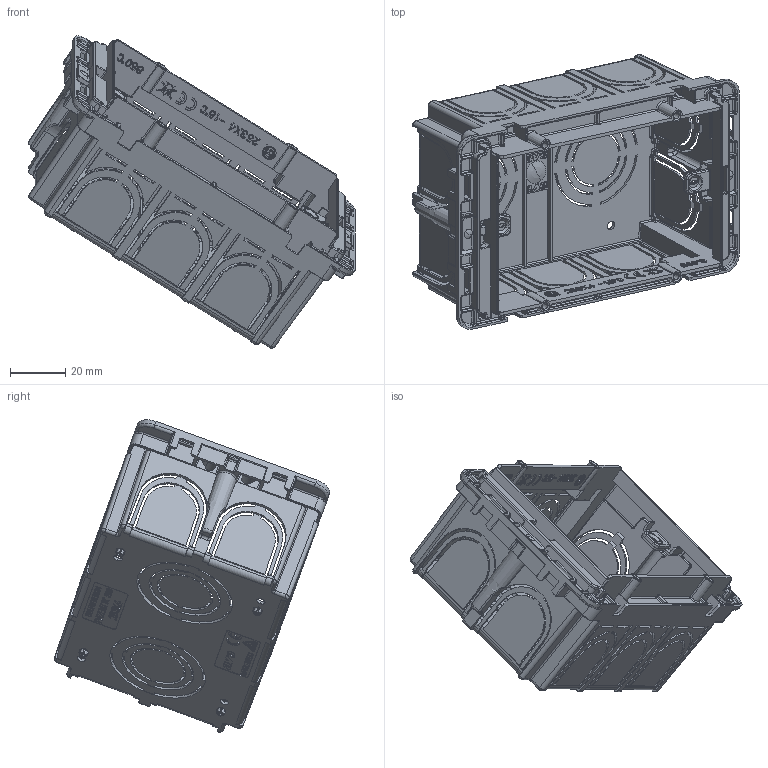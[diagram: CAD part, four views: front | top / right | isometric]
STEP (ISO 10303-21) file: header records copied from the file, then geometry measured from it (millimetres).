
FILE_DESCRIPTION(('CATIA V5 STEP Exchange'),'2;1');
FILE_NAME('253X4.stp','2024-03-04T09:39:52+00:00',('none'),('none'),'CATIA Version 5-6 Release 2016 SP6','CATIA V5 STEP AP203','none');
FILE_SCHEMA(('CONFIG_CONTROL_DESIGN'));
Products named in the file (1): STEP
Assembly tree (5 placements, depth 2):
  STEP
    #57
    #136013  x2
    #139469  x2
Bounding box: 118.38 x 99.73 x 113.21 mm (x, y, z)
Volume: 33007.3 mm3; surface area: 63179 mm2
Topology: 10 solids, 10 shells, 4521 faces, 12441 edges, 7739 vertices
Faces by surface type: plane 2253, cylinder 1366, bspline 404, cone 176, sphere 170, extrusion 116, torus 34, revolution 2
Entity records: 149785 total; most frequent: CARTESIAN_POINT 56708, ORIENTED_EDGE 22494, DIRECTION 13705, EDGE_CURVE 11247, VERTEX_POINT 7122, VECTOR 6945, LINE 6833, EDGE_LOOP 4361
